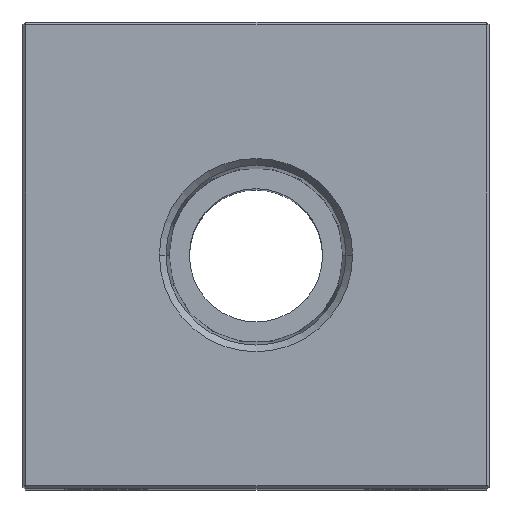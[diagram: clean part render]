
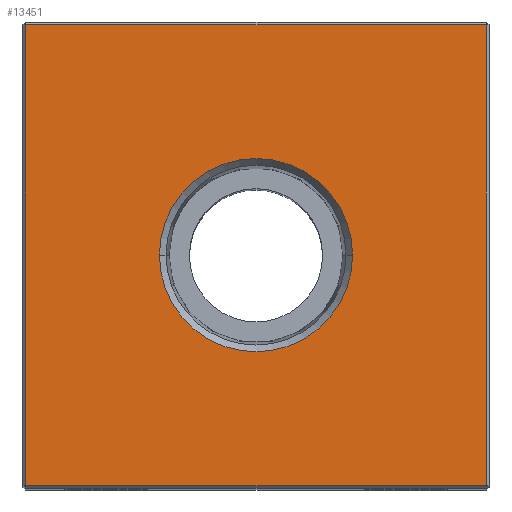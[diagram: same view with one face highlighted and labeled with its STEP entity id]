
A CAD part, top view. The second image highlights one B-rep face of the part: STEP entity #13451.
In plain terms, the highlighted planar face has unit normal (0, 0, 1).
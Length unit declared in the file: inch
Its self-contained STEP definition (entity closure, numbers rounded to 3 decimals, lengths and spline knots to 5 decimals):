
#200 = CARTESIAN_POINT ( 'NONE',  ( 0., 0., 3.75 ) ) ;
#1441 = FACE_OUTER_BOUND ( 'NONE', #8630, .T. ) ;
#1931 = CARTESIAN_POINT ( 'NONE',  ( 0., 0., 3.75 ) ) ;
#2041 = DIRECTION ( 'NONE',  ( 1., 0., 0. ) ) ;
#2145 = DIRECTION ( 'NONE',  ( 0., 0., 1. ) ) ;
#2666 = DIRECTION ( 'NONE',  ( 1., 0., 0. ) ) ;
#2718 = EDGE_CURVE ( 'NONE', #9083, #15971, #7250, .T. ) ;
#2749 = VERTEX_POINT ( 'NONE', #13534 ) ;
#2802 = VERTEX_POINT ( 'NONE', #4923 ) ;
#3017 = ORIENTED_EDGE ( 'NONE', *, *, #6988, .T. ) ;
#3562 = DIRECTION ( 'NONE',  ( 0., 1., 0. ) ) ;
#4220 = ORIENTED_EDGE ( 'NONE', *, *, #14846, .T. ) ;
#4923 = CARTESIAN_POINT ( 'NONE',  ( -0.865, 0.865, 3.75 ) ) ;
#4949 = DIRECTION ( 'NONE',  ( -1., 0., 0. ) ) ;
#5132 = LINE ( 'NONE', #21961, #11663 ) ;
#5654 = CARTESIAN_POINT ( 'NONE',  ( 0.865, 0., 3.75 ) ) ;
#5696 = LINE ( 'NONE', #22507, #18673 ) ;
#6126 = LINE ( 'NONE', #5654, #19104 ) ;
#6988 = EDGE_CURVE ( 'NONE', #2749, #22878, #5696, .T. ) ;
#7141 = FACE_BOUND ( 'NONE', #19039, .T. ) ;
#7176 = ORIENTED_EDGE ( 'NONE', *, *, #19018, .T. ) ;
#7250 = CIRCLE ( 'NONE', #8644, 0.3626 ) ;
#7565 = CARTESIAN_POINT ( 'NONE',  ( 0., 0., 3.75 ) ) ;
#7958 = DIRECTION ( 'NONE',  ( 1., 0., 0. ) ) ;
#8630 = EDGE_LOOP ( 'NONE', ( #4220, #3017, #7176, #10605 ) ) ;
#8644 = AXIS2_PLACEMENT_3D ( 'NONE', #1931, #2145, #2041 ) ;
#8715 = CARTESIAN_POINT ( 'NONE',  ( 0.865, -0.865, 3.75 ) ) ;
#9083 = VERTEX_POINT ( 'NONE', #28213 ) ;
#10056 = DIRECTION ( 'NONE',  ( -1., 0., 0. ) ) ;
#10605 = ORIENTED_EDGE ( 'NONE', *, *, #14164, .T. ) ;
#11414 = CARTESIAN_POINT ( 'NONE',  ( 0.865, 0.865, 3.75 ) ) ;
#11663 = VECTOR ( 'NONE', #4949, 39.37008 ) ;
#12084 = CARTESIAN_POINT ( 'NONE',  ( -0.3626, 0., 3.75 ) ) ;
#13451 = ADVANCED_FACE ( 'NONE', ( #1441, #7141 ), #24440, .F. ) ;
#13534 = CARTESIAN_POINT ( 'NONE',  ( -0.865, -0.865, 3.75 ) ) ;
#14164 = EDGE_CURVE ( 'NONE', #20946, #2802, #5132, .T. ) ;
#14846 = EDGE_CURVE ( 'NONE', #2802, #2749, #26372, .T. ) ;
#15393 = CARTESIAN_POINT ( 'NONE',  ( -0.865, 0., 3.75 ) ) ;
#15971 = VERTEX_POINT ( 'NONE', #12084 ) ;
#17255 = DIRECTION ( 'NONE',  ( 0., 0., 1. ) ) ;
#18673 = VECTOR ( 'NONE', #7958, 39.37008 ) ;
#19018 = EDGE_CURVE ( 'NONE', #22878, #20946, #6126, .T. ) ;
#19039 = EDGE_LOOP ( 'NONE', ( #19732, #23114 ) ) ;
#19104 = VECTOR ( 'NONE', #3562, 39.37008 ) ;
#19732 = ORIENTED_EDGE ( 'NONE', *, *, #2718, .F. ) ;
#19993 = CIRCLE ( 'NONE', #26113, 0.3626 ) ;
#20946 = VERTEX_POINT ( 'NONE', #11414 ) ;
#21961 = CARTESIAN_POINT ( 'NONE',  ( 0., 0.865, 3.75 ) ) ;
#22507 = CARTESIAN_POINT ( 'NONE',  ( 0., -0.865, 3.75 ) ) ;
#22660 = DIRECTION ( 'NONE',  ( 0., -1., 0. ) ) ;
#22878 = VERTEX_POINT ( 'NONE', #8715 ) ;
#23114 = ORIENTED_EDGE ( 'NONE', *, *, #30267, .F. ) ;
#24440 = PLANE ( 'NONE',  #29385 ) ;
#24539 = DIRECTION ( 'NONE',  ( 0., 0., -1. ) ) ;
#25583 = VECTOR ( 'NONE', #22660, 39.37008 ) ;
#26113 = AXIS2_PLACEMENT_3D ( 'NONE', #200, #17255, #2666 ) ;
#26372 = LINE ( 'NONE', #15393, #25583 ) ;
#28213 = CARTESIAN_POINT ( 'NONE',  ( 0.3626, 0., 3.75 ) ) ;
#29385 = AXIS2_PLACEMENT_3D ( 'NONE', #7565, #24539, #10056 ) ;
#30267 = EDGE_CURVE ( 'NONE', #15971, #9083, #19993, .T. ) ;
